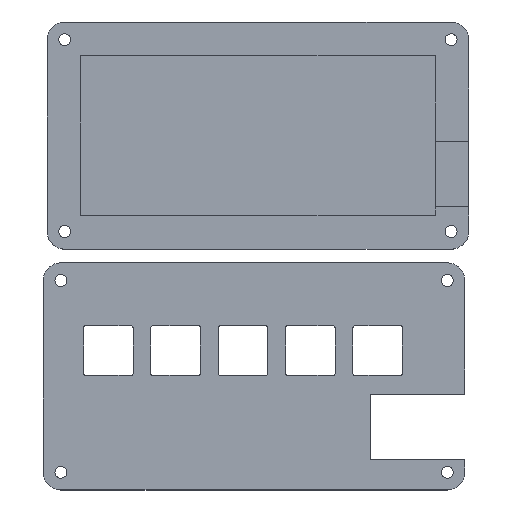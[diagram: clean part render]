
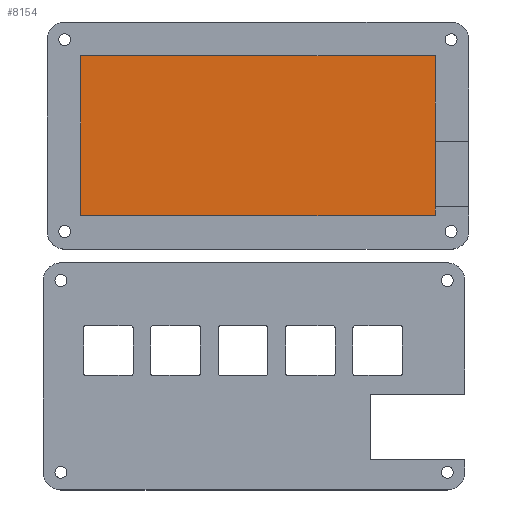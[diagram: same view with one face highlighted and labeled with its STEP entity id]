
A CAD part, top view. The second image highlights one B-rep face of the part: STEP entity #8154.
In plain terms, the highlighted planar face has unit normal (0, 0, 1).
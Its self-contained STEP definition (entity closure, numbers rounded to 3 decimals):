
#1299=FACE_OUTER_BOUND('',#1771,.T.);
#1771=EDGE_LOOP('',(#7525,#7526,#7527,#7528));
#2449=LINE('',#16029,#3122);
#2451=LINE('',#16033,#3124);
#2452=LINE('',#16035,#3125);
#2453=LINE('',#16036,#3126);
#3122=VECTOR('',#9663,10.);
#3124=VECTOR('',#9667,10.);
#3125=VECTOR('',#9668,10.);
#3126=VECTOR('',#9669,10.);
#3933=VERTEX_POINT('',#16026);
#3934=VERTEX_POINT('',#16028);
#3935=VERTEX_POINT('',#16032);
#3936=VERTEX_POINT('',#16034);
#5134=EDGE_CURVE('',#3933,#3934,#2449,.T.);
#5136=EDGE_CURVE('',#3934,#3935,#2451,.T.);
#5137=EDGE_CURVE('',#3936,#3933,#2452,.T.);
#5138=EDGE_CURVE('',#3935,#3936,#2453,.T.);
#7525=ORIENTED_EDGE('',*,*,#5136,.F.);
#7526=ORIENTED_EDGE('',*,*,#5134,.F.);
#7527=ORIENTED_EDGE('',*,*,#5137,.F.);
#7528=ORIENTED_EDGE('',*,*,#5138,.F.);
#7733=PLANE('',#8456);
#8154=ADVANCED_FACE('',(#1299),#7733,.T.);
#8456=AXIS2_PLACEMENT_3D('',#16031,#9665,#9666);
#9663=DIRECTION('',(0.,-1.,0.));
#9665=DIRECTION('center_axis',(0.,0.,1.));
#9666=DIRECTION('ref_axis',(1.,0.,0.));
#9667=DIRECTION('',(-1.,0.,0.));
#9668=DIRECTION('',(1.,0.,0.));
#9669=DIRECTION('',(0.,1.,0.));
#16026=CARTESIAN_POINT('',(83.15,42.94,3.));
#16028=CARTESIAN_POINT('',(83.15,-2.31,3.));
#16029=CARTESIAN_POINT('',(83.15,31.628,3.));
#16031=CARTESIAN_POINT('Origin',(33.025,20.315,3.));
#16032=CARTESIAN_POINT('',(-17.1,-2.31,3.));
#16033=CARTESIAN_POINT('',(58.088,-2.31,3.));
#16034=CARTESIAN_POINT('',(-17.1,42.94,3.));
#16035=CARTESIAN_POINT('',(7.963,42.94,3.));
#16036=CARTESIAN_POINT('',(-17.1,9.003,3.));
